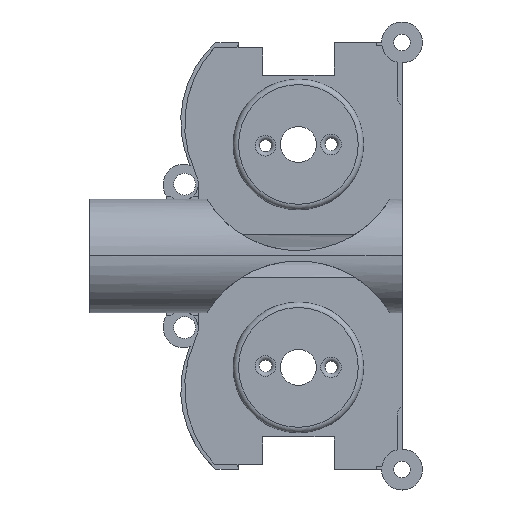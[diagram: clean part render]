
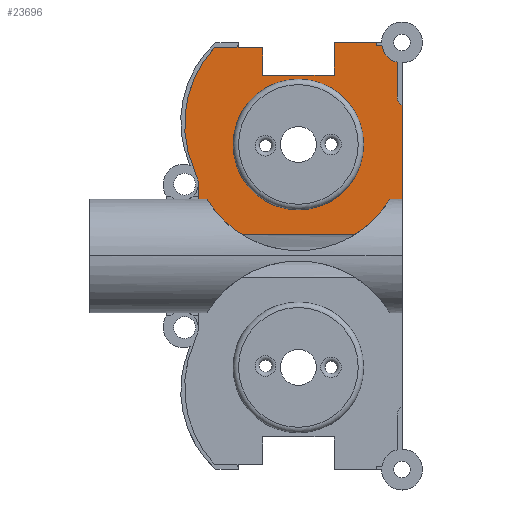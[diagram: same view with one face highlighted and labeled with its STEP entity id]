
A CAD part, top view. The second image highlights one B-rep face of the part: STEP entity #23696.
In plain terms, the highlighted planar face has unit normal (0, 0, 1).
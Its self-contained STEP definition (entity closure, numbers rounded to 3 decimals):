
#89=CIRCLE('',#24164,12.);
#90=CIRCLE('',#24166,19.625);
#91=CIRCLE('',#24167,19.625);
#101=CIRCLE('',#24181,3.);
#104=CIRCLE('',#24185,0.75);
#105=CIRCLE('',#24186,20.794);
#106=CIRCLE('',#24187,2.);
#107=CIRCLE('',#24188,3.75);
#274=FACE_BOUND('',#3152,.T.);
#609=PLANE('',#24184);
#1823=FACE_OUTER_BOUND('',#3151,.T.);
#3151=EDGE_LOOP('',(#21057,#21058,#21059,#21060,#21061,#21062,#21063,#21064,
#21065,#21066,#21067,#21068,#21069,#21070,#21071,#21072,#21073,#21074,#21075,
#21076,#21077,#21078,#21079,#21080));
#3152=EDGE_LOOP('',(#21081));
#4888=LINE('',#47924,#6685);
#4896=LINE('',#48097,#6693);
#4897=LINE('',#48099,#6694);
#4909=LINE('',#48162,#6706);
#4910=LINE('',#48164,#6707);
#4911=LINE('',#48166,#6708);
#4912=LINE('',#48168,#6709);
#4913=LINE('',#48170,#6710);
#4914=LINE('',#48174,#6711);
#4915=LINE('',#48177,#6712);
#4916=LINE('',#48179,#6713);
#4917=LINE('',#48180,#6714);
#4918=LINE('',#48182,#6715);
#4919=LINE('',#48186,#6716);
#4920=LINE('',#48190,#6717);
#4921=LINE('',#48192,#6718);
#4922=LINE('',#48193,#6719);
#6685=VECTOR('',#26651,10.);
#6693=VECTOR('',#26695,10.);
#6694=VECTOR('',#26696,10.);
#6706=VECTOR('',#26732,10.);
#6707=VECTOR('',#26733,10.);
#6708=VECTOR('',#26734,10.);
#6709=VECTOR('',#26735,10.);
#6710=VECTOR('',#26736,10.);
#6711=VECTOR('',#26739,10.);
#6712=VECTOR('',#26742,10.);
#6713=VECTOR('',#26743,10.);
#6714=VECTOR('',#26744,10.);
#6715=VECTOR('',#26745,10.);
#6716=VECTOR('',#26748,10.);
#6717=VECTOR('',#26751,10.);
#6718=VECTOR('',#26752,10.);
#6719=VECTOR('',#26753,10.);
#10737=VERTEX_POINT('',#47922);
#10738=VERTEX_POINT('',#47923);
#10744=VERTEX_POINT('',#47998);
#10749=VERTEX_POINT('',#48021);
#10750=VERTEX_POINT('',#48022);
#10758=VERTEX_POINT('',#48095);
#10759=VERTEX_POINT('',#48098);
#10771=VERTEX_POINT('',#48149);
#10772=VERTEX_POINT('',#48151);
#10775=VERTEX_POINT('',#48160);
#10776=VERTEX_POINT('',#48161);
#10777=VERTEX_POINT('',#48163);
#10778=VERTEX_POINT('',#48165);
#10779=VERTEX_POINT('',#48167);
#10780=VERTEX_POINT('',#48169);
#10781=VERTEX_POINT('',#48171);
#10782=VERTEX_POINT('',#48173);
#10783=VERTEX_POINT('',#48175);
#10784=VERTEX_POINT('',#48178);
#10785=VERTEX_POINT('',#48181);
#10786=VERTEX_POINT('',#48183);
#10787=VERTEX_POINT('',#48185);
#10788=VERTEX_POINT('',#48187);
#10789=VERTEX_POINT('',#48189);
#10790=VERTEX_POINT('',#48191);
#14204=EDGE_CURVE('',#10737,#10738,#4888,.T.);
#14213=EDGE_CURVE('',#10744,#10744,#89,.T.);
#14219=EDGE_CURVE('',#10738,#10750,#90,.T.);
#14220=EDGE_CURVE('',#10749,#10737,#91,.T.);
#14229=EDGE_CURVE('',#10758,#10750,#4896,.T.);
#14230=EDGE_CURVE('',#10749,#10759,#4897,.T.);
#14247=EDGE_CURVE('',#10771,#10772,#101,.T.);
#14252=EDGE_CURVE('',#10775,#10776,#4909,.T.);
#14253=EDGE_CURVE('',#10777,#10775,#4910,.T.);
#14254=EDGE_CURVE('',#10778,#10777,#4911,.T.);
#14255=EDGE_CURVE('',#10779,#10778,#4912,.T.);
#14256=EDGE_CURVE('',#10780,#10779,#4913,.T.);
#14257=EDGE_CURVE('',#10780,#10781,#104,.F.);
#14258=EDGE_CURVE('',#10782,#10781,#4914,.T.);
#14259=EDGE_CURVE('',#10783,#10782,#105,.T.);
#14260=EDGE_CURVE('',#10772,#10783,#4915,.T.);
#14261=EDGE_CURVE('',#10784,#10771,#4916,.T.);
#14262=EDGE_CURVE('',#10759,#10784,#4917,.T.);
#14263=EDGE_CURVE('',#10785,#10758,#4918,.T.);
#14264=EDGE_CURVE('',#10786,#10785,#106,.T.);
#14265=EDGE_CURVE('',#10787,#10786,#4919,.T.);
#14266=EDGE_CURVE('',#10788,#10787,#107,.T.);
#14267=EDGE_CURVE('',#10789,#10788,#4920,.T.);
#14268=EDGE_CURVE('',#10790,#10789,#4921,.T.);
#14269=EDGE_CURVE('',#10776,#10790,#4922,.T.);
#21057=ORIENTED_EDGE('',*,*,#14252,.F.);
#21058=ORIENTED_EDGE('',*,*,#14253,.F.);
#21059=ORIENTED_EDGE('',*,*,#14254,.F.);
#21060=ORIENTED_EDGE('',*,*,#14255,.F.);
#21061=ORIENTED_EDGE('',*,*,#14256,.F.);
#21062=ORIENTED_EDGE('',*,*,#14257,.T.);
#21063=ORIENTED_EDGE('',*,*,#14258,.F.);
#21064=ORIENTED_EDGE('',*,*,#14259,.F.);
#21065=ORIENTED_EDGE('',*,*,#14260,.F.);
#21066=ORIENTED_EDGE('',*,*,#14247,.F.);
#21067=ORIENTED_EDGE('',*,*,#14261,.F.);
#21068=ORIENTED_EDGE('',*,*,#14262,.F.);
#21069=ORIENTED_EDGE('',*,*,#14230,.F.);
#21070=ORIENTED_EDGE('',*,*,#14220,.T.);
#21071=ORIENTED_EDGE('',*,*,#14204,.T.);
#21072=ORIENTED_EDGE('',*,*,#14219,.T.);
#21073=ORIENTED_EDGE('',*,*,#14229,.F.);
#21074=ORIENTED_EDGE('',*,*,#14263,.F.);
#21075=ORIENTED_EDGE('',*,*,#14264,.F.);
#21076=ORIENTED_EDGE('',*,*,#14265,.F.);
#21077=ORIENTED_EDGE('',*,*,#14266,.F.);
#21078=ORIENTED_EDGE('',*,*,#14267,.F.);
#21079=ORIENTED_EDGE('',*,*,#14268,.F.);
#21080=ORIENTED_EDGE('',*,*,#14269,.F.);
#21081=ORIENTED_EDGE('',*,*,#14213,.F.);
#23696=ADVANCED_FACE('',(#1823,#274),#609,.F.);
#24164=AXIS2_PLACEMENT_3D('',#48000,#26671,#26672);
#24166=AXIS2_PLACEMENT_3D('',#48078,#26677,#26678);
#24167=AXIS2_PLACEMENT_3D('',#48079,#26679,#26680);
#24181=AXIS2_PLACEMENT_3D('',#48152,#26722,#26723);
#24184=AXIS2_PLACEMENT_3D('',#48159,#26730,#26731);
#24185=AXIS2_PLACEMENT_3D('',#48172,#26737,#26738);
#24186=AXIS2_PLACEMENT_3D('',#48176,#26740,#26741);
#24187=AXIS2_PLACEMENT_3D('',#48184,#26746,#26747);
#24188=AXIS2_PLACEMENT_3D('',#48188,#26749,#26750);
#26651=DIRECTION('',(1.,0.,0.));
#26671=DIRECTION('center_axis',(0.,0.,1.));
#26672=DIRECTION('ref_axis',(1.,0.,0.));
#26677=DIRECTION('center_axis',(0.,0.,1.));
#26678=DIRECTION('ref_axis',(-1.,0.,0.));
#26679=DIRECTION('center_axis',(0.,0.,1.));
#26680=DIRECTION('ref_axis',(-1.,0.,0.));
#26695=DIRECTION('',(-1.,0.,0.));
#26696=DIRECTION('',(-1.,0.,0.));
#26722=DIRECTION('center_axis',(0.,0.,1.));
#26723=DIRECTION('ref_axis',(1.,0.,0.));
#26730=DIRECTION('center_axis',(0.,0.,-1.));
#26731=DIRECTION('ref_axis',(1.,0.,0.));
#26732=DIRECTION('',(0.,1.,0.));
#26733=DIRECTION('',(1.,0.,0.));
#26734=DIRECTION('',(0.,-1.,0.));
#26735=DIRECTION('',(1.,0.,0.));
#26736=DIRECTION('',(0.001,-1.,0.));
#26737=DIRECTION('center_axis',(0.,0.,1.));
#26738=DIRECTION('ref_axis',(0.707,-0.707,0.));
#26739=DIRECTION('',(1.,0.,0.));
#26740=DIRECTION('center_axis',(0.,0.,-1.));
#26741=DIRECTION('ref_axis',(-0.92,-0.393,0.));
#26742=DIRECTION('',(-0.332,0.943,0.));
#26743=DIRECTION('',(-0.013,1.,0.));
#26744=DIRECTION('',(0.,1.,0.));
#26745=DIRECTION('',(0.,-1.,0.));
#26746=DIRECTION('center_axis',(0.,0.,1.));
#26747=DIRECTION('ref_axis',(-0.543,-0.84,0.));
#26748=DIRECTION('',(0.,-1.,0.));
#26749=DIRECTION('center_axis',(0.,0.,1.));
#26750=DIRECTION('ref_axis',(1.,0.,0.));
#26751=DIRECTION('',(1.,0.,0.));
#26752=DIRECTION('',(0.,-1.,0.));
#26753=DIRECTION('',(1.,0.,0.));
#47922=CARTESIAN_POINT('',(-9.368,5.037,2.));
#47923=CARTESIAN_POINT('',(11.285,5.037,2.));
#47924=CARTESIAN_POINT('',(-27.396,5.037,2.));
#47998=CARTESIAN_POINT('',(-11.041,21.625,2.));
#48000=CARTESIAN_POINT('Origin',(0.959,21.625,2.));
#48021=CARTESIAN_POINT('',(-12.331,7.284,2.));
#48022=CARTESIAN_POINT('',(14.248,7.284,2.));
#48078=CARTESIAN_POINT('Origin',(0.959,21.725,2.));
#48079=CARTESIAN_POINT('Origin',(0.959,21.725,2.));
#48095=CARTESIAN_POINT('',(20.004,7.284,2.));
#48097=CARTESIAN_POINT('',(-27.396,7.284,2.));
#48098=CARTESIAN_POINT('',(-17.396,7.284,2.));
#48099=CARTESIAN_POINT('',(-27.396,7.284,2.));
#48149=CARTESIAN_POINT('',(-17.423,14.199,2.));
#48151=CARTESIAN_POINT('',(-17.592,15.319,2.));
#48152=CARTESIAN_POINT('Origin',(-20.421,14.321,2.));
#48159=CARTESIAN_POINT('Origin',(-1.823,22.632,2.));
#48160=CARTESIAN_POINT('',(7.534,34.375,2.));
#48161=CARTESIAN_POINT('',(7.534,40.375,2.));
#48162=CARTESIAN_POINT('',(7.534,40.375,2.));
#48163=CARTESIAN_POINT('',(-5.616,34.375,2.));
#48164=CARTESIAN_POINT('',(-5.616,34.375,2.));
#48165=CARTESIAN_POINT('',(-5.616,39.375,2.));
#48166=CARTESIAN_POINT('',(-5.616,34.375,2.));
#48167=CARTESIAN_POINT('',(-10.035,39.375,2.));
#48168=CARTESIAN_POINT('',(-14.508,39.375,2.));
#48169=CARTESIAN_POINT('',(-10.036,40.126,2.));
#48170=CARTESIAN_POINT('',(-10.027,31.46,2.));
#48171=CARTESIAN_POINT('',(-10.786,39.375,2.));
#48172=CARTESIAN_POINT('Origin',(-10.786,40.125,2.));
#48173=CARTESIAN_POINT('',(-14.508,39.375,2.));
#48174=CARTESIAN_POINT('',(-14.508,39.375,2.));
#48175=CARTESIAN_POINT('',(-18.256,17.205,2.));
#48176=CARTESIAN_POINT('Origin',(0.866,25.374,2.));
#48177=CARTESIAN_POINT('',(-17.592,15.319,2.));
#48178=CARTESIAN_POINT('',(-17.396,12.138,2.));
#48179=CARTESIAN_POINT('',(-17.396,12.138,2.));
#48180=CARTESIAN_POINT('',(-17.396,1.138,2.));
#48181=CARTESIAN_POINT('',(20.004,28.737,2.));
#48182=CARTESIAN_POINT('',(20.004,2.123,2.));
#48183=CARTESIAN_POINT('',(19.09,30.416,2.));
#48184=CARTESIAN_POINT('Origin',(21.09,30.416,2.));
#48185=CARTESIAN_POINT('',(19.09,36.737,2.));
#48186=CARTESIAN_POINT('',(19.09,36.737,2.));
#48187=CARTESIAN_POINT('',(16.295,39.798,2.));
#48188=CARTESIAN_POINT('Origin',(20.,40.375,2.));
#48189=CARTESIAN_POINT('',(15.25,39.798,2.));
#48190=CARTESIAN_POINT('',(15.25,39.798,2.));
#48191=CARTESIAN_POINT('',(15.25,40.375,2.));
#48192=CARTESIAN_POINT('',(15.25,39.798,2.));
#48193=CARTESIAN_POINT('',(7.534,40.375,2.));
